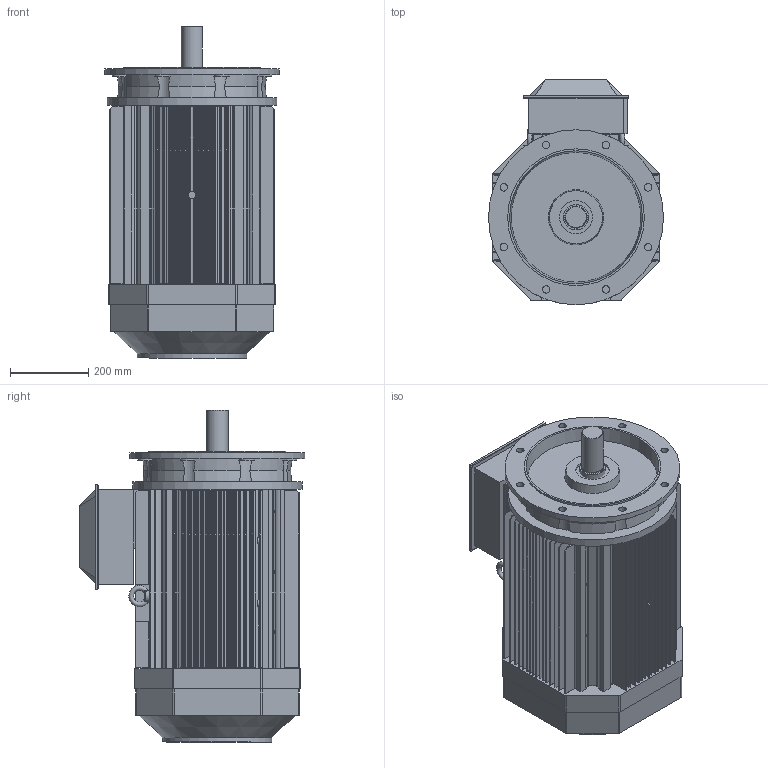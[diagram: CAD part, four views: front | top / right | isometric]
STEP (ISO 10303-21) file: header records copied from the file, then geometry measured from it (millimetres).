
FILE_DESCRIPTION((''),'2;1');
FILE_NAME('3GZV100086-27.stp','2015-07-02T12:13:35',('sejotaa1'),(''),'Autodesk Inventor 2011','Autodesk Inventor 2011','');
FILE_SCHEMA(('AUTOMOTIVE_DESIGN { 1 0 10303 214 1 1 1 1 }'));
Length unit declared in the file: millimetre
Products named in the file (1): 3GZV100086-27
Bounding box: 448 x 577.6 x 849.99 mm (x, y, z)
Volume: 107463929 mm3; surface area: 9135683 mm2
Topology: 18 solids, 18 shells, 2934 faces, 7630 edges, 4850 vertices
Faces by surface type: plane 1148, cylinder 1068, bspline 560, cone 98, torus 60
Full cylindrical faces by diameter (mm): 3.3 x8, 5.5 x8, 12 x4, 16 x2, 19 x16, 54.4 x2, 55 x2, 57 x2, 59 x4, 59.4 x2, 60 x4, 63 x4, 64.4 x2, 65 x2, 71 x2, 75 x2, 76 x2, 85 x2, 279.576 x2, 350 x2, 364 x2, 372 x4, 434 x2, 448 x2
Entity records: 119358 total; most frequent: CARTESIAN_POINT 47761, ORIENTED_EDGE 14856, DIRECTION 13676, EDGE_CURVE 7428, AXIS2_PLACEMENT_3D 5209, VERTEX_POINT 4804, EDGE_LOOP 3276, VECTOR 3258
